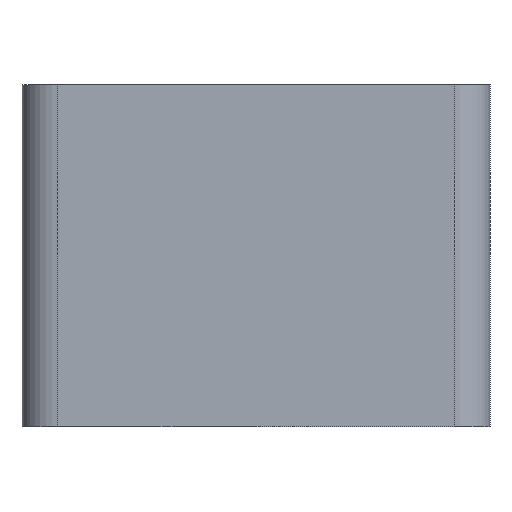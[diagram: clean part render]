
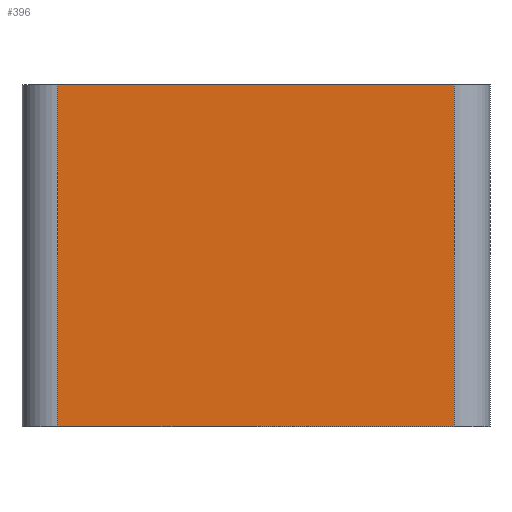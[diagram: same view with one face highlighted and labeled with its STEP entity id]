
A CAD part, left-side view. The second image highlights one B-rep face of the part: STEP entity #396.
In plain terms, the highlighted planar face has unit normal (-1, 0, 0).
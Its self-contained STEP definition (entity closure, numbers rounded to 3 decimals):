
#39=PLANE('',#451);
#61=FACE_OUTER_BOUND('',#85,.T.);
#85=EDGE_LOOP('',(#354,#355,#356,#357));
#107=LINE('',#642,#138);
#120=LINE('',#691,#151);
#121=LINE('',#694,#152);
#122=LINE('',#695,#153);
#138=VECTOR('',#503,10.);
#151=VECTOR('',#558,10.);
#152=VECTOR('',#561,10.);
#153=VECTOR('',#562,10.);
#195=VERTEX_POINT('',#639);
#196=VERTEX_POINT('',#641);
#211=VERTEX_POINT('',#689);
#212=VERTEX_POINT('',#693);
#238=EDGE_CURVE('',#195,#196,#107,.T.);
#263=EDGE_CURVE('',#211,#196,#120,.T.);
#264=EDGE_CURVE('',#212,#211,#121,.T.);
#265=EDGE_CURVE('',#212,#195,#122,.T.);
#354=ORIENTED_EDGE('',*,*,#264,.T.);
#355=ORIENTED_EDGE('',*,*,#263,.T.);
#356=ORIENTED_EDGE('',*,*,#238,.F.);
#357=ORIENTED_EDGE('',*,*,#265,.F.);
#396=ADVANCED_FACE('',(#61),#39,.T.);
#451=AXIS2_PLACEMENT_3D('',#692,#559,#560);
#503=DIRECTION('',(0.,-1.,0.));
#558=DIRECTION('',(0.,0.,1.));
#559=DIRECTION('center_axis',(-1.,0.,0.));
#560=DIRECTION('ref_axis',(0.,-1.,0.));
#561=DIRECTION('',(0.,-1.,0.));
#562=DIRECTION('',(0.,0.,1.));
#639=CARTESIAN_POINT('',(7.,22.,45.));
#641=CARTESIAN_POINT('',(7.,0.,45.));
#642=CARTESIAN_POINT('',(7.,22.,45.));
#689=CARTESIAN_POINT('',(7.,0.,26.));
#691=CARTESIAN_POINT('',(7.,0.,26.));
#692=CARTESIAN_POINT('Origin',(7.,22.,26.));
#693=CARTESIAN_POINT('',(7.,22.,26.));
#694=CARTESIAN_POINT('',(7.,22.,26.));
#695=CARTESIAN_POINT('',(7.,22.,26.));
